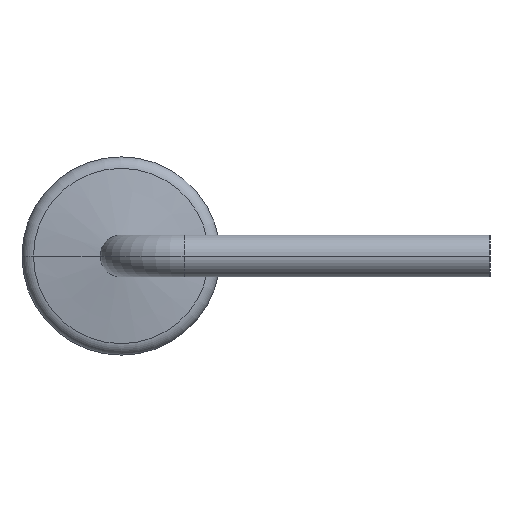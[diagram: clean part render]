
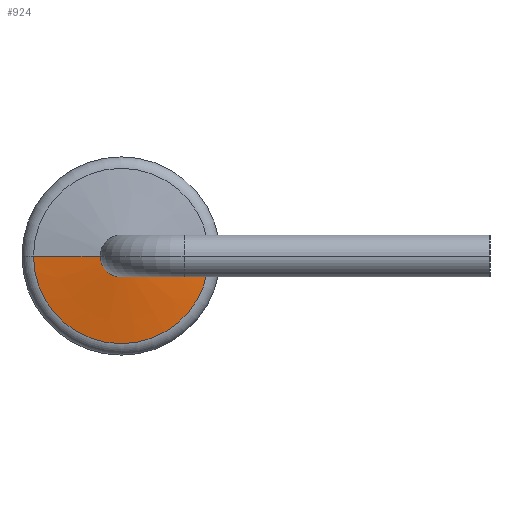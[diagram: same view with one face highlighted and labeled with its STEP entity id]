
A CAD part, left-side view. The second image highlights one B-rep face of the part: STEP entity #924.
In plain terms, the highlighted conical face has half-angle 82 degrees and reference radius 1.149 mm.
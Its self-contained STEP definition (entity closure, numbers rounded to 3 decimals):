
#11 = VERTEX_POINT ( 'NONE', #1877 ) ;
#194 = CARTESIAN_POINT ( 'NONE',  ( -3.027, 2.449, 0. ) ) ;
#239 = DIRECTION ( 'NONE',  ( 1., 0., 0. ) ) ;
#266 = AXIS2_PLACEMENT_3D ( 'NONE', #394, #239, #887 ) ;
#340 = CARTESIAN_POINT ( 'NONE',  ( -3.027, 2.449, 0. ) ) ;
#348 = DIRECTION ( 'NONE',  ( 1., 0., 0. ) ) ;
#394 = CARTESIAN_POINT ( 'NONE',  ( -3.027, 1.3, 0. ) ) ;
#471 = EDGE_CURVE ( 'NONE', #1616, #847, #1636, .T. ) ;
#486 = CARTESIAN_POINT ( 'NONE',  ( -3.15, 1.3, 0. ) ) ;
#513 = EDGE_CURVE ( 'NONE', #1616, #11, #535, .T. ) ;
#523 = EDGE_CURVE ( 'NONE', #847, #2024, #829, .T. ) ;
#535 = LINE ( 'NONE', #1987, #1188 ) ;
#542 = ORIENTED_EDGE ( 'NONE', *, *, #523, .T. ) ;
#732 = VECTOR ( 'NONE', #1487, 1000. ) ;
#829 = LINE ( 'NONE', #194, #732 ) ;
#847 = VERTEX_POINT ( 'NONE', #1064 ) ;
#887 = DIRECTION ( 'NONE',  ( 0., 1., 0. ) ) ;
#924 = ADVANCED_FACE ( 'NONE', ( #1589 ), #2096, .T. ) ;
#1046 = DIRECTION ( 'NONE',  ( 1., 0., 0. ) ) ;
#1064 = CARTESIAN_POINT ( 'NONE',  ( -3.15, 1.575, 0. ) ) ;
#1188 = VECTOR ( 'NONE', #1666, 1000. ) ;
#1272 = CIRCLE ( 'NONE', #1650, 1.149 ) ;
#1308 = EDGE_CURVE ( 'NONE', #11, #2024, #1272, .T. ) ;
#1487 = DIRECTION ( 'NONE',  ( 0.139, 0.99, 0. ) ) ;
#1589 = FACE_OUTER_BOUND ( 'NONE', #1758, .T. ) ;
#1616 = VERTEX_POINT ( 'NONE', #1991 ) ;
#1636 = CIRCLE ( 'NONE', #1923, 0.275 ) ;
#1650 = AXIS2_PLACEMENT_3D ( 'NONE', #2049, #1046, #1708 ) ;
#1666 = DIRECTION ( 'NONE',  ( 0.139, -0.99, 0. ) ) ;
#1708 = DIRECTION ( 'NONE',  ( 0., 1., 0. ) ) ;
#1758 = EDGE_LOOP ( 'NONE', ( #1899, #2116, #542, #1817 ) ) ;
#1809 = DIRECTION ( 'NONE',  ( 0., 1., 0. ) ) ;
#1817 = ORIENTED_EDGE ( 'NONE', *, *, #1308, .F. ) ;
#1877 = CARTESIAN_POINT ( 'NONE',  ( -3.027, 0.151, 0. ) ) ;
#1899 = ORIENTED_EDGE ( 'NONE', *, *, #513, .F. ) ;
#1923 = AXIS2_PLACEMENT_3D ( 'NONE', #486, #348, #1809 ) ;
#1987 = CARTESIAN_POINT ( 'NONE',  ( -3.027, 0.151, 0. ) ) ;
#1991 = CARTESIAN_POINT ( 'NONE',  ( -3.15, 1.025, 0. ) ) ;
#2024 = VERTEX_POINT ( 'NONE', #340 ) ;
#2049 = CARTESIAN_POINT ( 'NONE',  ( -3.027, 1.3, 0. ) ) ;
#2096 = CONICAL_SURFACE ( 'NONE', #266, 1.149, 1.431 ) ;
#2116 = ORIENTED_EDGE ( 'NONE', *, *, #471, .T. ) ;
